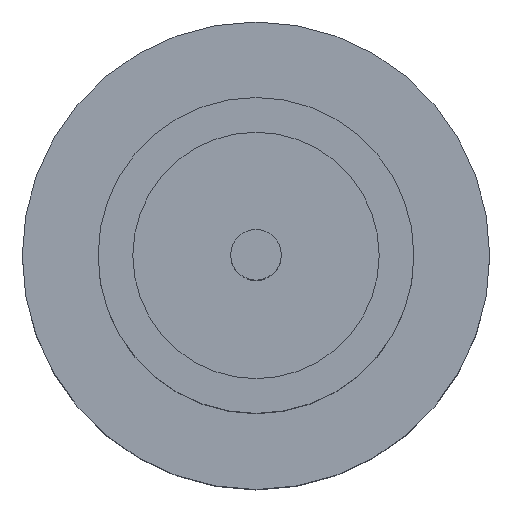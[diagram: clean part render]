
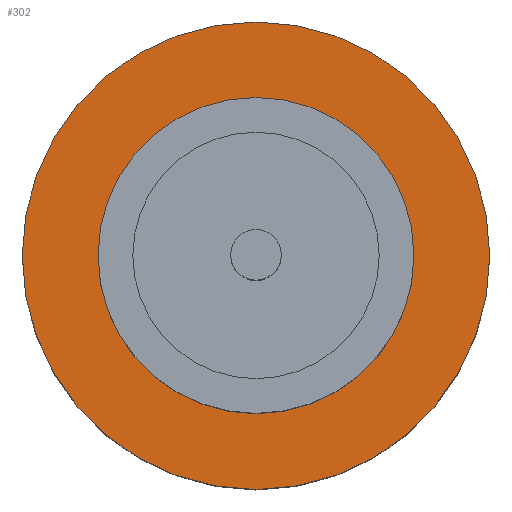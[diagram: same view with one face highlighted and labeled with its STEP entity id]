
A CAD part, top view. The second image highlights one B-rep face of the part: STEP entity #302.
In plain terms, the highlighted planar face has unit normal (0, 0, 1).
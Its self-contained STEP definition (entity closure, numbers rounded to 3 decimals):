
#24 = DIRECTION ( 'NONE',  ( 0., 0., 1. ) ) ;
#39 = CARTESIAN_POINT ( 'NONE',  ( -1.85, 0., 1.55 ) ) ;
#50 = DIRECTION ( 'NONE',  ( 0., 0., 1. ) ) ;
#114 = DIRECTION ( 'NONE',  ( 1., 0., 0. ) ) ;
#124 = EDGE_LOOP ( 'NONE', ( #544, #441 ) ) ;
#189 = ORIENTED_EDGE ( 'NONE', *, *, #583, .F. ) ;
#205 = CARTESIAN_POINT ( 'NONE',  ( 1.85, 0., 1.55 ) ) ;
#206 = AXIS2_PLACEMENT_3D ( 'NONE', #740, #24, #419 ) ;
#208 = AXIS2_PLACEMENT_3D ( 'NONE', #216, #404, #467 ) ;
#216 = CARTESIAN_POINT ( 'NONE',  ( 0., 0., 1.55 ) ) ;
#235 = VERTEX_POINT ( 'NONE', #655 ) ;
#263 = AXIS2_PLACEMENT_3D ( 'NONE', #836, #50, #770 ) ;
#295 = VERTEX_POINT ( 'NONE', #678 ) ;
#296 = AXIS2_PLACEMENT_3D ( 'NONE', #753, #355, #370 ) ;
#302 = ADVANCED_FACE ( 'NONE', ( #337, #634 ), #595, .T. ) ;
#319 = AXIS2_PLACEMENT_3D ( 'NONE', #421, #832, #114 ) ;
#337 = FACE_BOUND ( 'NONE', #786, .T. ) ;
#355 = DIRECTION ( 'NONE',  ( 0., 0., 1. ) ) ;
#370 = DIRECTION ( 'NONE',  ( 1., 0., 0. ) ) ;
#389 = EDGE_CURVE ( 'NONE', #620, #582, #734, .T. ) ;
#404 = DIRECTION ( 'NONE',  ( 0., 0., 1. ) ) ;
#419 = DIRECTION ( 'NONE',  ( 1., 0., 0. ) ) ;
#421 = CARTESIAN_POINT ( 'NONE',  ( 0., 0., 1.55 ) ) ;
#441 = ORIENTED_EDGE ( 'NONE', *, *, #389, .T. ) ;
#467 = DIRECTION ( 'NONE',  ( 1., 0., 0. ) ) ;
#544 = ORIENTED_EDGE ( 'NONE', *, *, #549, .T. ) ;
#549 = EDGE_CURVE ( 'NONE', #582, #620, #682, .T. ) ;
#582 = VERTEX_POINT ( 'NONE', #39 ) ;
#583 = EDGE_CURVE ( 'NONE', #295, #235, #713, .T. ) ;
#586 = EDGE_CURVE ( 'NONE', #235, #295, #733, .T. ) ;
#595 = PLANE ( 'NONE',  #206 ) ;
#620 = VERTEX_POINT ( 'NONE', #205 ) ;
#634 = FACE_OUTER_BOUND ( 'NONE', #124, .T. ) ;
#642 = ORIENTED_EDGE ( 'NONE', *, *, #586, .F. ) ;
#655 = CARTESIAN_POINT ( 'NONE',  ( -1.25, 0., 1.55 ) ) ;
#678 = CARTESIAN_POINT ( 'NONE',  ( 1.25, 0., 1.55 ) ) ;
#682 = CIRCLE ( 'NONE', #296, 1.85 ) ;
#713 = CIRCLE ( 'NONE', #263, 1.25 ) ;
#733 = CIRCLE ( 'NONE', #208, 1.25 ) ;
#734 = CIRCLE ( 'NONE', #319, 1.85 ) ;
#740 = CARTESIAN_POINT ( 'NONE',  ( 0., 0., 1.55 ) ) ;
#753 = CARTESIAN_POINT ( 'NONE',  ( 0., 0., 1.55 ) ) ;
#770 = DIRECTION ( 'NONE',  ( 1., 0., 0. ) ) ;
#786 = EDGE_LOOP ( 'NONE', ( #189, #642 ) ) ;
#832 = DIRECTION ( 'NONE',  ( 0., 0., 1. ) ) ;
#836 = CARTESIAN_POINT ( 'NONE',  ( 0., 0., 1.55 ) ) ;
